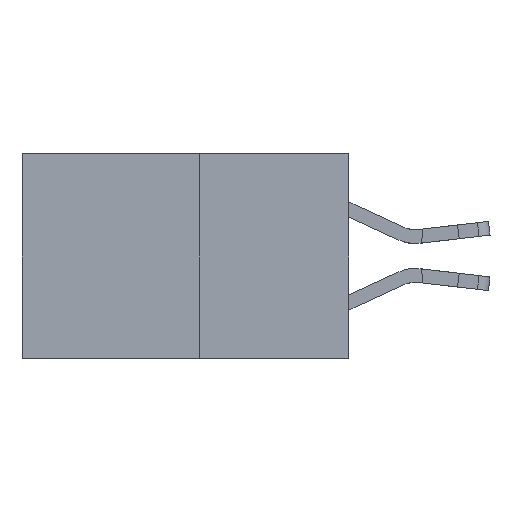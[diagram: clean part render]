
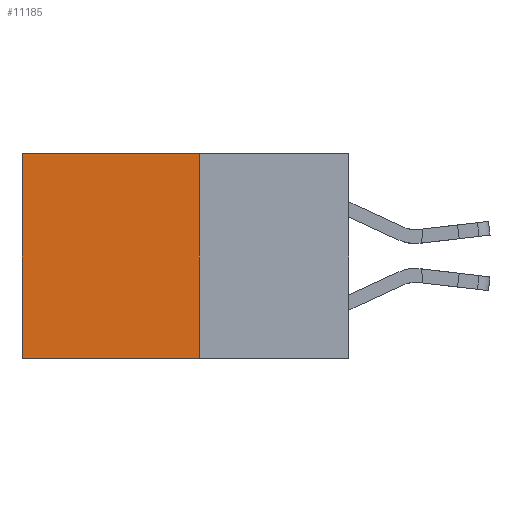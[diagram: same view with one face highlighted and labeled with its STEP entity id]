
A CAD part, left-side view. The second image highlights one B-rep face of the part: STEP entity #11185.
In plain terms, the highlighted planar face has unit normal (-1, 0, 0).
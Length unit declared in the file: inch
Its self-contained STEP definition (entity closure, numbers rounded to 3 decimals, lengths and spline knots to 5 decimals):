
#804 = EDGE_CURVE ( 'NONE', #2668, #6072, #3330, .T. ) ;
#1682 = DIRECTION ( 'NONE',  ( 0., 0., -1. ) ) ;
#2668 = VERTEX_POINT ( 'NONE', #19592 ) ;
#3275 = EDGE_CURVE ( 'NONE', #16651, #2668, #21560, .T. ) ;
#3330 = LINE ( 'NONE', #22698, #17110 ) ;
#3726 = VECTOR ( 'NONE', #15064, 39.37008 ) ;
#4175 = EDGE_CURVE ( 'NONE', #4730, #6072, #8597, .T. ) ;
#4730 = VERTEX_POINT ( 'NONE', #17960 ) ;
#6072 = VERTEX_POINT ( 'NONE', #17572 ) ;
#6521 = DIRECTION ( 'NONE',  ( 0., 1., 0. ) ) ;
#7517 = VECTOR ( 'NONE', #8551, 39.37008 ) ;
#7725 = DIRECTION ( 'NONE',  ( 0., 0., -1. ) ) ;
#8054 = ORIENTED_EDGE ( 'NONE', *, *, #804, .T. ) ;
#8101 = ORIENTED_EDGE ( 'NONE', *, *, #4175, .F. ) ;
#8551 = DIRECTION ( 'NONE',  ( 0., 1., 0. ) ) ;
#8597 = LINE ( 'NONE', #12764, #22070 ) ;
#9447 = PLANE ( 'NONE',  #16167 ) ;
#11075 = ORIENTED_EDGE ( 'NONE', *, *, #12037, .F. ) ;
#11185 = ADVANCED_FACE ( 'NONE', ( #16979 ), #9447, .F. ) ;
#12037 = EDGE_CURVE ( 'NONE', #16651, #4730, #18004, .T. ) ;
#12764 = CARTESIAN_POINT ( 'NONE',  ( 0.277, 0.27, -0.37 ) ) ;
#12870 = ORIENTED_EDGE ( 'NONE', *, *, #3275, .T. ) ;
#13310 = CARTESIAN_POINT ( 'NONE',  ( 0.277, 0.27, -0.37 ) ) ;
#13731 = EDGE_LOOP ( 'NONE', ( #8054, #8101, #11075, #12870 ) ) ;
#15064 = DIRECTION ( 'NONE',  ( 0., 0., -1. ) ) ;
#16167 = AXIS2_PLACEMENT_3D ( 'NONE', #16538, #18270, #7725 ) ;
#16538 = CARTESIAN_POINT ( 'NONE',  ( 0.277, 0.27, -0.37 ) ) ;
#16651 = VERTEX_POINT ( 'NONE', #17443 ) ;
#16979 = FACE_OUTER_BOUND ( 'NONE', #13731, .T. ) ;
#17110 = VECTOR ( 'NONE', #1682, 39.37008 ) ;
#17443 = CARTESIAN_POINT ( 'NONE',  ( 0.277, 0.27, 0. ) ) ;
#17572 = CARTESIAN_POINT ( 'NONE',  ( 0.277, 0.59, -0.37 ) ) ;
#17960 = CARTESIAN_POINT ( 'NONE',  ( 0.277, 0.27, -0.37 ) ) ;
#18004 = LINE ( 'NONE', #13310, #3726 ) ;
#18270 = DIRECTION ( 'NONE',  ( 1., 0., 0. ) ) ;
#19592 = CARTESIAN_POINT ( 'NONE',  ( 0.277, 0.59, 0. ) ) ;
#21560 = LINE ( 'NONE', #22626, #7517 ) ;
#22070 = VECTOR ( 'NONE', #6521, 39.37008 ) ;
#22626 = CARTESIAN_POINT ( 'NONE',  ( 0.277, 0.27, 0. ) ) ;
#22698 = CARTESIAN_POINT ( 'NONE',  ( 0.277, 0.59, -0.37 ) ) ;
